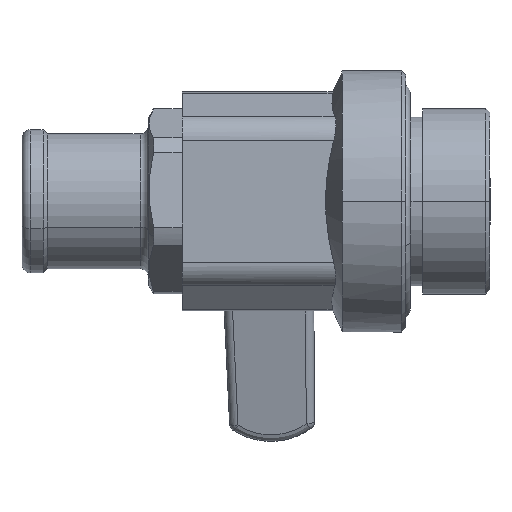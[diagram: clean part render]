
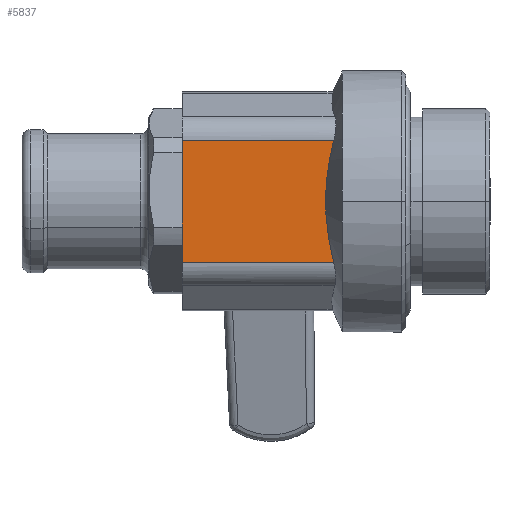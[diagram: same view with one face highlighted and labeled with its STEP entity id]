
A CAD part, front view. The second image highlights one B-rep face of the part: STEP entity #5837.
In plain terms, the highlighted planar face has unit normal (0, -1, 0).
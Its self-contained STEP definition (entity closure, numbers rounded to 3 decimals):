
#1346 = VERTEX_POINT ( 'NONE', #2743 ) ;
#1367 = EDGE_CURVE ( 'NONE', #1346, #1456, #1609, .T. ) ;
#1456 = VERTEX_POINT ( 'NONE', #3390 ) ;
#1605 = DIRECTION ( 'NONE',  ( 0., 0., 1. ) ) ;
#1606 = VECTOR ( 'NONE', #1605, 1000. ) ;
#1608 = CARTESIAN_POINT ( 'NONE',  ( 11.23, 21.357, 9.25 ) ) ;
#1609 = LINE ( 'NONE', #1608, #1606 ) ;
#2743 = CARTESIAN_POINT ( 'NONE',  ( 11.23, 21.357, -7.226 ) ) ;
#2872 = FACE_OUTER_BOUND ( 'NONE', #5871, .T. ) ;
#2930 = CARTESIAN_POINT ( 'NONE',  ( 500000., 21.357, 9.25 ) ) ;
#2934 = PLANE ( 'NONE',  #2936 ) ;
#2936 = AXIS2_PLACEMENT_3D ( 'NONE', #2930, #2938, #2937 ) ;
#2937 = DIRECTION ( 'NONE',  ( 1., 0., 0. ) ) ;
#2938 = DIRECTION ( 'NONE',  ( 0., -1., 0. ) ) ;
#3390 = CARTESIAN_POINT ( 'NONE',  ( 11.23, 21.357, 7.226 ) ) ;
#4577 = CARTESIAN_POINT ( 'NONE',  ( 29.187, 21.357, -7.226 ) ) ;
#4713 = CARTESIAN_POINT ( 'NONE',  ( 29.187, 21.357, 7.226 ) ) ;
#4983 = CARTESIAN_POINT ( 'NONE',  ( 29.187, 21.357, 7.226 ) ) ;
#4991 = CARTESIAN_POINT ( 'NONE',  ( 28.316, 21.357, -2.433 ) ) ;
#4999 = CARTESIAN_POINT ( 'NONE',  ( 28.656, 21.357, 4.86 ) ) ;
#5004 = CARTESIAN_POINT ( 'NONE',  ( 28.245, 21.357, 1.202 ) ) ;
#5005 = B_SPLINE_CURVE_WITH_KNOTS ( 'NONE', 3,
 ( #4983, #5048, #4999, #5007, #5025, #5004, #5032, #5082, #4991, #5090, #5069, #5088 ),
 .UNSPECIFIED., .F., .F.,
 ( 4, 2, 2, 2, 2, 4 ),
 ( 0.031, 0.034, 0.036, 0.038, 0.041, 0.045 ),
 .UNSPECIFIED. ) ;
#5007 = CARTESIAN_POINT ( 'NONE',  ( 28.4, 21.357, 3.035 ) ) ;
#5025 = CARTESIAN_POINT ( 'NONE',  ( 28.333, 21.357, 2.421 ) ) ;
#5032 = CARTESIAN_POINT ( 'NONE',  ( 28.222, 21.357, 0.594 ) ) ;
#5048 = CARTESIAN_POINT ( 'NONE',  ( 28.899, 21.357, 6.051 ) ) ;
#5069 = CARTESIAN_POINT ( 'NONE',  ( 28.895, 21.357, -6.035 ) ) ;
#5082 = CARTESIAN_POINT ( 'NONE',  ( 28.223, 21.357, -1.226 ) ) ;
#5088 = CARTESIAN_POINT ( 'NONE',  ( 29.187, 21.357, -7.226 ) ) ;
#5090 = CARTESIAN_POINT ( 'NONE',  ( 28.652, 21.357, -4.837 ) ) ;
#5570 = VERTEX_POINT ( 'NONE', #4577 ) ;
#5647 = VERTEX_POINT ( 'NONE', #4713 ) ;
#5661 = EDGE_CURVE ( 'NONE', #5647, #5570, #5005, .T. ) ;
#5819 = ORIENTED_EDGE ( 'NONE', *, *, #5661, .F. ) ;
#5821 = ORIENTED_EDGE ( 'NONE', *, *, #5930, .T. ) ;
#5823 = ORIENTED_EDGE ( 'NONE', *, *, #1367, .F. ) ;
#5837 = ADVANCED_FACE ( 'NONE', ( #2872 ), #2934, .T. ) ;
#5871 = EDGE_LOOP ( 'NONE', ( #5819, #5926, #5823, #5821 ) ) ;
#5926 = ORIENTED_EDGE ( 'NONE', *, *, #5929, .T. ) ;
#5929 = EDGE_CURVE ( 'NONE', #5647, #1456, #8024, .T. ) ;
#5930 = EDGE_CURVE ( 'NONE', #1346, #5570, #8013, .T. ) ;
#8010 = DIRECTION ( 'NONE',  ( 1., 0., 0. ) ) ;
#8011 = VECTOR ( 'NONE', #8010, 1000. ) ;
#8012 = CARTESIAN_POINT ( 'NONE',  ( 500000., 21.357, -7.226 ) ) ;
#8013 = LINE ( 'NONE', #8012, #8011 ) ;
#8017 = DIRECTION ( 'NONE',  ( -1., 0., 0. ) ) ;
#8018 = VECTOR ( 'NONE', #8017, 1000. ) ;
#8023 = CARTESIAN_POINT ( 'NONE',  ( 500000., 21.357, 7.226 ) ) ;
#8024 = LINE ( 'NONE', #8023, #8018 ) ;
